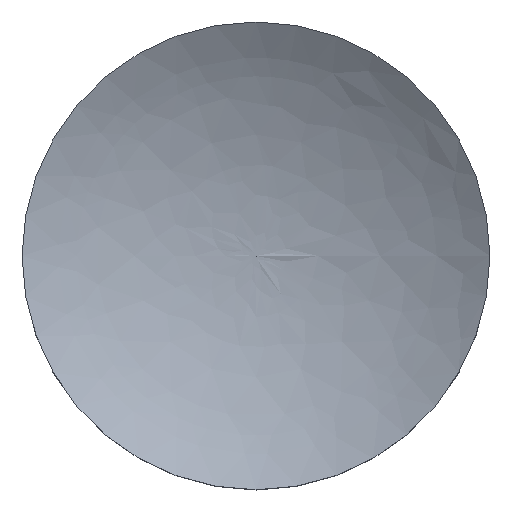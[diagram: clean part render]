
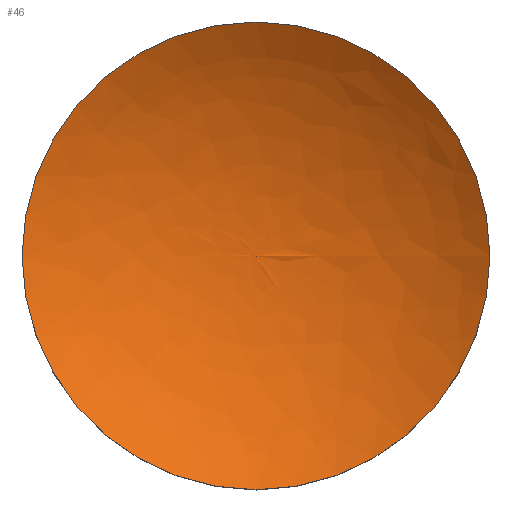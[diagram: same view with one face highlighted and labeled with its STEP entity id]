
A CAD part, top view. The second image highlights one B-rep face of the part: STEP entity #46.
In plain terms, the highlighted free-form (B-spline) face has degree [2, 2] with [3, 9] control points.
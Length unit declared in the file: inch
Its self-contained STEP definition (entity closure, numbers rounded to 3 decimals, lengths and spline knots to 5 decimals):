
#15=FACE_OUTER_BOUND($,#18,.T.);
#18=EDGE_LOOP($,(#34,#35,#36,#37));
#22=CIRCLE($,#52,0.0935);
#23=CIRCLE($,#53,0.0935);
#25=(
BOUNDED_CURVE()
B_SPLINE_CURVE(2,(#99,#100,#101),.UNSPECIFIED.,.F.,.F.)
B_SPLINE_CURVE_WITH_KNOTS((3,3),(-1.58888,-1.03018),
 .UNSPECIFIED.)
CURVE()
GEOMETRIC_REPRESENTATION_ITEM()
RATIONAL_B_SPLINE_CURVE((1.,0.961,1.))
REPRESENTATION_ITEM($)
);
#26=VERTEX_POINT($,#97);
#27=VERTEX_POINT($,#98);
#28=VERTEX_POINT($,#102);
#30=EDGE_CURVE($,#26,#27,#25,.T.);
#31=EDGE_CURVE($,#28,#27,#22,.T.);
#32=EDGE_CURVE($,#27,#28,#23,.T.);
#34=ORIENTED_EDGE($,*,*,#30,.T.);
#35=ORIENTED_EDGE($,*,*,#31,.F.);
#36=ORIENTED_EDGE($,*,*,#32,.F.);
#37=ORIENTED_EDGE($,*,*,#30,.F.);
#42=(
BOUNDED_SURFACE()
B_SPLINE_SURFACE(2,2,((#70,#71,#72,#73,#74,#75,#76,#77,#78),(#79,#80,#81,
#82,#83,#84,#85,#86,#87),(#88,#89,#90,#91,#92,#93,#94,#95,#96)),
 .UNSPECIFIED.,.F.,.T.,.F.)
B_SPLINE_SURFACE_WITH_KNOTS((3,3),(3,2,2,2,3),(1.03018,1.58888),
(-3.14159,-1.5708,0.,1.5708,3.14159),
 .UNSPECIFIED.)
GEOMETRIC_REPRESENTATION_ITEM()
RATIONAL_B_SPLINE_SURFACE(((1.,0.707,1.,0.707,1.,
0.707,1.,0.707,1.),(0.961,0.68,
0.961,0.68,0.961,0.68,
0.961,0.68,0.961),(1.,0.707,
1.,0.707,1.,0.707,1.,0.707,1.)))
REPRESENTATION_ITEM($)
SURFACE()
);
#46=ADVANCED_FACE($,(#15),#42,.T.);
#52=AXIS2_PLACEMENT_3D($,#103,#59,#60);
#53=AXIS2_PLACEMENT_3D($,#104,#61,#62);
#59=DIRECTION('center_axis',(0.,0.,-1.));
#60=DIRECTION('ref_axis',(0.,1.,0.));
#61=DIRECTION('center_axis',(0.,0.,-1.));
#62=DIRECTION('ref_axis',(0.,1.,0.));
#70=CARTESIAN_POINT('Ctrl Pts',(0.0935,-0.31239,-0.20092));
#71=CARTESIAN_POINT('Ctrl Pts',(0.0935,-0.40589,-0.20092));
#72=CARTESIAN_POINT('Ctrl Pts',(0.,-0.40589,-0.20092));
#73=CARTESIAN_POINT('Ctrl Pts',(-0.0935,-0.40589,-0.20092));
#74=CARTESIAN_POINT('Ctrl Pts',(-0.0935,-0.31239,-0.20092));
#75=CARTESIAN_POINT('Ctrl Pts',(-0.0935,-0.21889,-0.20092));
#76=CARTESIAN_POINT('Ctrl Pts',(0.,-0.21889,-0.20092));
#77=CARTESIAN_POINT('Ctrl Pts',(0.0935,-0.21889,-0.20092));
#78=CARTESIAN_POINT('Ctrl Pts',(0.0935,-0.31239,-0.20092));
#79=CARTESIAN_POINT('Ctrl Pts',(0.05034,-0.31239,-0.22683));
#80=CARTESIAN_POINT('Ctrl Pts',(0.05034,-0.36273,-0.22683));
#81=CARTESIAN_POINT('Ctrl Pts',(0.,-0.36273,-0.22683));
#82=CARTESIAN_POINT('Ctrl Pts',(-0.05034,-0.36273,
-0.22683));
#83=CARTESIAN_POINT('Ctrl Pts',(-0.05034,-0.31239,
-0.22683));
#84=CARTESIAN_POINT('Ctrl Pts',(-0.05034,-0.26206,
-0.22683));
#85=CARTESIAN_POINT('Ctrl Pts',(0.,-0.26206,-0.22683));
#86=CARTESIAN_POINT('Ctrl Pts',(0.05034,-0.26206,-0.22683));
#87=CARTESIAN_POINT('Ctrl Pts',(0.05034,-0.31239,-0.22683));
#88=CARTESIAN_POINT('Ctrl Pts',(0.,-0.31239,
-0.22592));
#89=CARTESIAN_POINT('Ctrl Pts',(0.,-0.31239,
-0.22592));
#90=CARTESIAN_POINT('Ctrl Pts',(0.,-0.31239,-0.22592));
#91=CARTESIAN_POINT('Ctrl Pts',(0.,-0.31239,
-0.22592));
#92=CARTESIAN_POINT('Ctrl Pts',(0.,-0.31239,
-0.22592));
#93=CARTESIAN_POINT('Ctrl Pts',(0.,-0.31239,
-0.22592));
#94=CARTESIAN_POINT('Ctrl Pts',(0.,-0.31239,-0.22592));
#95=CARTESIAN_POINT('Ctrl Pts',(0.,-0.31239,
-0.22592));
#96=CARTESIAN_POINT('Ctrl Pts',(0.,-0.31239,
-0.22592));
#97=CARTESIAN_POINT('',(0.,-0.31239,-0.22592));
#98=CARTESIAN_POINT('',(0.0935,-0.31239,-0.20092));
#99=CARTESIAN_POINT('Ctrl Pts',(0.,-0.31239,
-0.22592));
#100=CARTESIAN_POINT('Ctrl Pts',(0.05034,-0.31239,
-0.22683));
#101=CARTESIAN_POINT('Ctrl Pts',(0.0935,-0.31239,-0.20092));
#102=CARTESIAN_POINT('',(0.,-0.21889,-0.20092));
#103=CARTESIAN_POINT('Origin',(0.,-0.31239,-0.20092));
#104=CARTESIAN_POINT('Origin',(0.,-0.31239,-0.20092));
